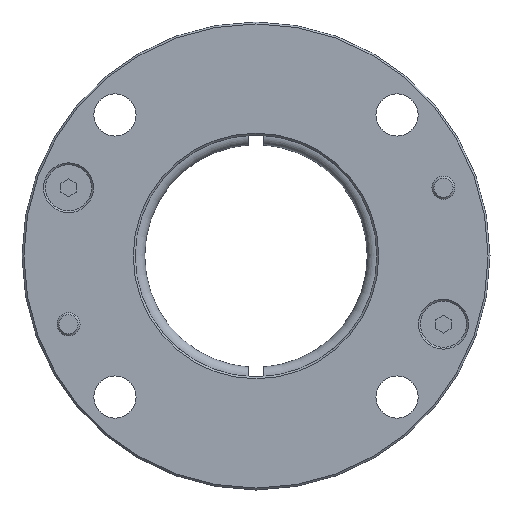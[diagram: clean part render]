
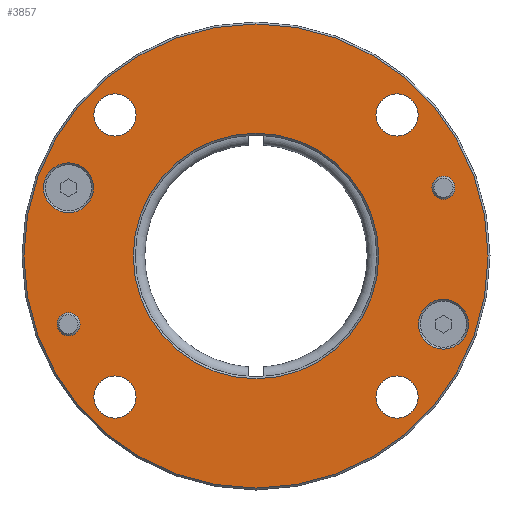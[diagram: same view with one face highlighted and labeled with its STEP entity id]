
A CAD part, front view. The second image highlights one B-rep face of the part: STEP entity #3857.
In plain terms, the highlighted face is planar.
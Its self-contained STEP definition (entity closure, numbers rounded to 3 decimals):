
#317=FACE_BOUND('',#661,.T.);
#318=FACE_BOUND('',#662,.T.);
#319=FACE_BOUND('',#663,.T.);
#320=FACE_BOUND('',#664,.T.);
#321=FACE_BOUND('',#665,.T.);
#322=FACE_BOUND('',#666,.T.);
#323=FACE_BOUND('',#667,.T.);
#324=FACE_BOUND('',#668,.T.);
#325=FACE_BOUND('',#669,.T.);
#353=PLANE('',#4115);
#452=FACE_OUTER_BOUND('',#660,.T.);
#660=EDGE_LOOP('',(#2543));
#661=EDGE_LOOP('',(#2544));
#662=EDGE_LOOP('',(#2545));
#663=EDGE_LOOP('',(#2546));
#664=EDGE_LOOP('',(#2547));
#665=EDGE_LOOP('',(#2548));
#666=EDGE_LOOP('',(#2549));
#667=EDGE_LOOP('',(#2550));
#668=EDGE_LOOP('',(#2551));
#669=EDGE_LOOP('',(#2552));
#1565=CIRCLE('',#4113,6.5);
#1567=CIRCLE('',#4116,60.5);
#1568=CIRCLE('',#4117,6.5);
#1569=CIRCLE('',#4118,3.);
#1570=CIRCLE('',#4119,3.);
#1571=CIRCLE('',#4120,5.5);
#1572=CIRCLE('',#4121,5.5);
#1573=CIRCLE('',#4122,5.5);
#1574=CIRCLE('',#4123,5.5);
#1575=CIRCLE('',#4124,32.);
#1615=VERTEX_POINT('',#4990);
#1617=VERTEX_POINT('',#4996);
#1618=VERTEX_POINT('',#4998);
#1619=VERTEX_POINT('',#5000);
#1620=VERTEX_POINT('',#5002);
#1621=VERTEX_POINT('',#5004);
#1622=VERTEX_POINT('',#5006);
#1623=VERTEX_POINT('',#5008);
#1624=VERTEX_POINT('',#5010);
#1625=VERTEX_POINT('',#5012);
#1984=EDGE_CURVE('',#1615,#1615,#1565,.T.);
#1987=EDGE_CURVE('',#1617,#1617,#1567,.T.);
#1988=EDGE_CURVE('',#1618,#1618,#1568,.T.);
#1989=EDGE_CURVE('',#1619,#1619,#1569,.T.);
#1990=EDGE_CURVE('',#1620,#1620,#1570,.T.);
#1991=EDGE_CURVE('',#1621,#1621,#1571,.T.);
#1992=EDGE_CURVE('',#1622,#1622,#1572,.T.);
#1993=EDGE_CURVE('',#1623,#1623,#1573,.T.);
#1994=EDGE_CURVE('',#1624,#1624,#1574,.T.);
#1995=EDGE_CURVE('',#1625,#1625,#1575,.T.);
#2543=ORIENTED_EDGE('',*,*,#1987,.F.);
#2544=ORIENTED_EDGE('',*,*,#1988,.F.);
#2545=ORIENTED_EDGE('',*,*,#1989,.T.);
#2546=ORIENTED_EDGE('',*,*,#1990,.T.);
#2547=ORIENTED_EDGE('',*,*,#1991,.T.);
#2548=ORIENTED_EDGE('',*,*,#1992,.T.);
#2549=ORIENTED_EDGE('',*,*,#1993,.T.);
#2550=ORIENTED_EDGE('',*,*,#1994,.T.);
#2551=ORIENTED_EDGE('',*,*,#1995,.F.);
#2552=ORIENTED_EDGE('',*,*,#1984,.F.);
#3857=ADVANCED_FACE('',(#452,#317,#318,#319,#320,#321,#322,#323,#324,#325),
#353,.T.);
#4113=AXIS2_PLACEMENT_3D('',#4991,#4298,#4299);
#4115=AXIS2_PLACEMENT_3D('',#4995,#4303,#4304);
#4116=AXIS2_PLACEMENT_3D('',#4997,#4305,#4306);
#4117=AXIS2_PLACEMENT_3D('',#4999,#4307,#4308);
#4118=AXIS2_PLACEMENT_3D('',#5001,#4309,#4310);
#4119=AXIS2_PLACEMENT_3D('',#5003,#4311,#4312);
#4120=AXIS2_PLACEMENT_3D('',#5005,#4313,#4314);
#4121=AXIS2_PLACEMENT_3D('',#5007,#4315,#4316);
#4122=AXIS2_PLACEMENT_3D('',#5009,#4317,#4318);
#4123=AXIS2_PLACEMENT_3D('',#5011,#4319,#4320);
#4124=AXIS2_PLACEMENT_3D('',#5013,#4321,#4322);
#4298=DIRECTION('center_axis',(0.,1.,0.));
#4299=DIRECTION('ref_axis',(1.,0.,0.));
#4303=DIRECTION('center_axis',(0.,1.,0.));
#4304=DIRECTION('ref_axis',(0.,0.,1.));
#4305=DIRECTION('center_axis',(0.,-1.,0.));
#4306=DIRECTION('ref_axis',(1.,0.,0.));
#4307=DIRECTION('center_axis',(0.,1.,0.));
#4308=DIRECTION('ref_axis',(1.,0.,0.));
#4309=DIRECTION('center_axis',(0.,-1.,0.));
#4310=DIRECTION('ref_axis',(1.,0.,0.));
#4311=DIRECTION('center_axis',(0.,-1.,0.));
#4312=DIRECTION('ref_axis',(1.,0.,0.));
#4313=DIRECTION('center_axis',(0.,-1.,0.));
#4314=DIRECTION('ref_axis',(-1.,0.,0.));
#4315=DIRECTION('center_axis',(0.,-1.,0.));
#4316=DIRECTION('ref_axis',(-1.,0.,0.));
#4317=DIRECTION('center_axis',(0.,-1.,0.));
#4318=DIRECTION('ref_axis',(-1.,0.,0.));
#4319=DIRECTION('center_axis',(0.,-1.,0.));
#4320=DIRECTION('ref_axis',(-1.,0.,0.));
#4321=DIRECTION('center_axis',(0.,1.,0.));
#4322=DIRECTION('ref_axis',(1.,0.,0.));
#4990=CARTESIAN_POINT('',(42.364,9.,17.785));
#4991=CARTESIAN_POINT('Origin',(48.864,9.,17.785));
#4995=CARTESIAN_POINT('Origin',(-46.25,9.,0.));
#4996=CARTESIAN_POINT('',(-60.5,9.,0.));
#4997=CARTESIAN_POINT('Origin',(0.,9.,0.));
#4998=CARTESIAN_POINT('',(-55.364,9.,-17.785));
#4999=CARTESIAN_POINT('Origin',(-48.864,9.,-17.785));
#5000=CARTESIAN_POINT('',(45.864,9.,-17.785));
#5001=CARTESIAN_POINT('Origin',(48.864,9.,-17.785));
#5002=CARTESIAN_POINT('',(-51.864,9.,17.785));
#5003=CARTESIAN_POINT('Origin',(-48.864,9.,17.785));
#5004=CARTESIAN_POINT('',(-31.27,9.,-36.77));
#5005=CARTESIAN_POINT('Origin',(-36.77,9.,-36.77));
#5006=CARTESIAN_POINT('',(42.27,9.,-36.77));
#5007=CARTESIAN_POINT('Origin',(36.77,9.,-36.77));
#5008=CARTESIAN_POINT('',(-31.27,9.,36.77));
#5009=CARTESIAN_POINT('Origin',(-36.77,9.,36.77));
#5010=CARTESIAN_POINT('',(42.27,9.,36.77));
#5011=CARTESIAN_POINT('Origin',(36.77,9.,36.77));
#5012=CARTESIAN_POINT('',(-32.,9.,0.));
#5013=CARTESIAN_POINT('Origin',(0.,9.,0.));
